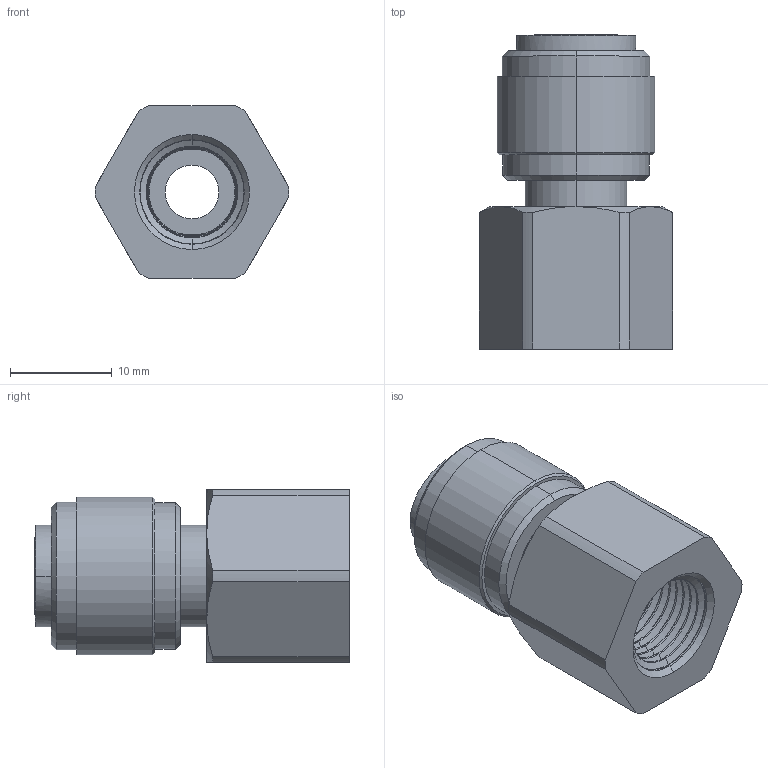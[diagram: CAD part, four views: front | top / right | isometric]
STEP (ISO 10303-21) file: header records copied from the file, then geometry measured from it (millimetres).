
FILE_DESCRIPTION (( 'STEP AP214' ), '1' );
FILE_NAME ('FS14-18N-P.step', '2017-08-29T20:44:15', ( '' ), ( '' ), 'SwSTEP 2.0', 'SolidWorks 2017', '' );
FILE_SCHEMA (( 'AUTOMOTIVE_DESIGN' ));
Length unit declared in the file: inch
Products named in the file (1): FS14-18N-P
Bounding box: 19 x 30.9 x 17 mm (x, y, z)
Volume: 4794.2 mm3; surface area: 3029.5 mm2
Topology: 1 solids, 1 shells, 148 faces, 310 edges, 170 vertices
Faces by surface type: bspline 62, cone 54, cylinder 18, plane 14
Entity records: 5150 total; most frequent: CARTESIAN_POINT 2117, DIRECTION 664, ORIENTED_EDGE 620, EDGE_CURVE 310, AXIS2_PLACEMENT_3D 293, CIRCLE 206, VERTEX_POINT 170, EDGE_LOOP 156
